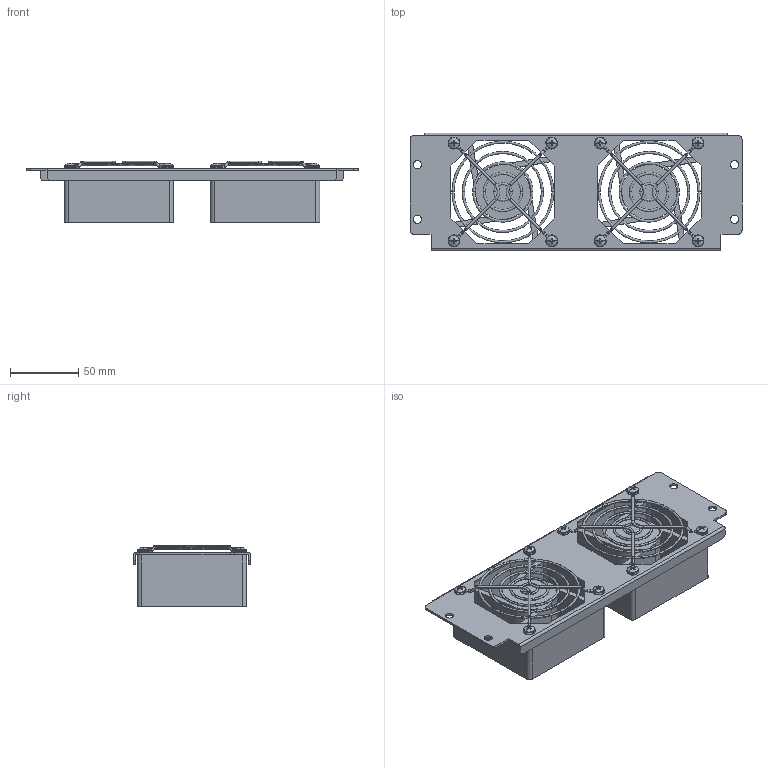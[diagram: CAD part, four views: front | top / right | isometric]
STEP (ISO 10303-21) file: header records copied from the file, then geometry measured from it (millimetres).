
FILE_DESCRIPTION (( 'STEP AP214' ), '1' );
FILE_NAME ('GS4-FAN-D0M.STEP', '2017-05-24T20:00:34', ( '' ), ( '' ), 'SwSTEP 2.0', 'SolidWorks 2015', '' );
FILE_SCHEMA (( 'AUTOMOTIVE_DESIGN' ));
Length unit declared in the file: millimetre
Products named in the file (1): GS4-FAN-D0M
Bounding box: 242.8 x 86.2 x 45.1 mm (x, y, z)
Surface area: 122437.9 mm2 (no closed solid volume)
Topology: 0 solids, 41 shells, 360 faces, 1178 edges, 840 vertices
Faces by surface type: bspline 144, cylinder 130, plane 86
Entity records: 17509 total; most frequent: CARTESIAN_POINT 7339, DIRECTION 2088, ORIENTED_EDGE 2020, EDGE_CURVE 1178, VERTEX_POINT 840, AXIS2_PLACEMENT_3D 837, CIRCLE 620, EDGE_LOOP 420
